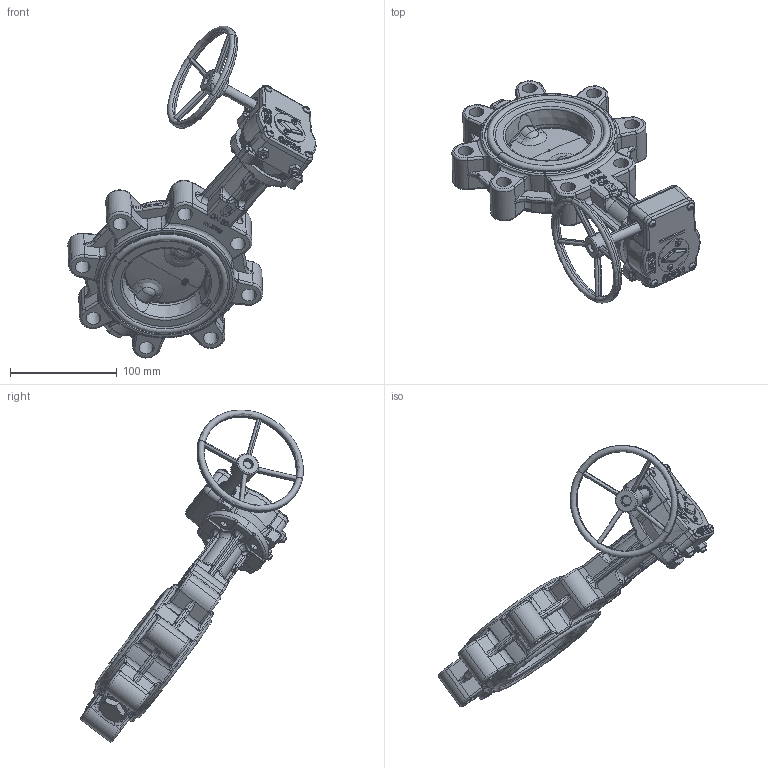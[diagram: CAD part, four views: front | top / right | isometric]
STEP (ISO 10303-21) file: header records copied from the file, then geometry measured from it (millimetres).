
FILE_DESCRIPTION (( 'STEP AP203' ), '1' );
FILE_NAME ('AK02_DN80_Getriebe.STEP', '2022-10-06T12:31:58', ( '' ), ( '' ), 'SwSTEP 2.0', 'SolidWorks 2021', '' );
FILE_SCHEMA (( 'CONFIG_CONTROL_DESIGN' ));
Length unit declared in the file: metre
Products named in the file (5): AK02_DN080_OH; AK01_DN32-100_Getriebe mit Handrad; AK01_DN32-100_Getriebe; AK01_DN32-100_Getriebe - Handrad; AK02_DN80_Getriebe
Assembly tree (4 placements, depth 3):
  AK02_DN80_Getriebe
    AK01_DN32-100_Getriebe mit Handrad
      AK01_DN32-100_Getriebe
      AK01_DN32-100_Getriebe - Handrad
    AK02_DN080_OH
Bounding box: 232.71 x 208.96 x 311.34 mm (x, y, z)
Volume: 875038.6 mm3; surface area: 175431.4 mm2
Topology: 3 solids, 33 shells, 2731 faces, 6787 edges, 4135 vertices
Faces by surface type: plane 729, cylinder 638, bspline 604, torus 380, cone 283, sphere 97
Entity records: 126820 total; most frequent: CARTESIAN_POINT 66752, ORIENTED_EDGE 13392, DIRECTION 11156, EDGE_CURVE 6696, AXIS2_PLACEMENT_3D 4426, VERTEX_POINT 4134, EDGE_LOOP 2898, FACE_OUTER_BOUND 2731
